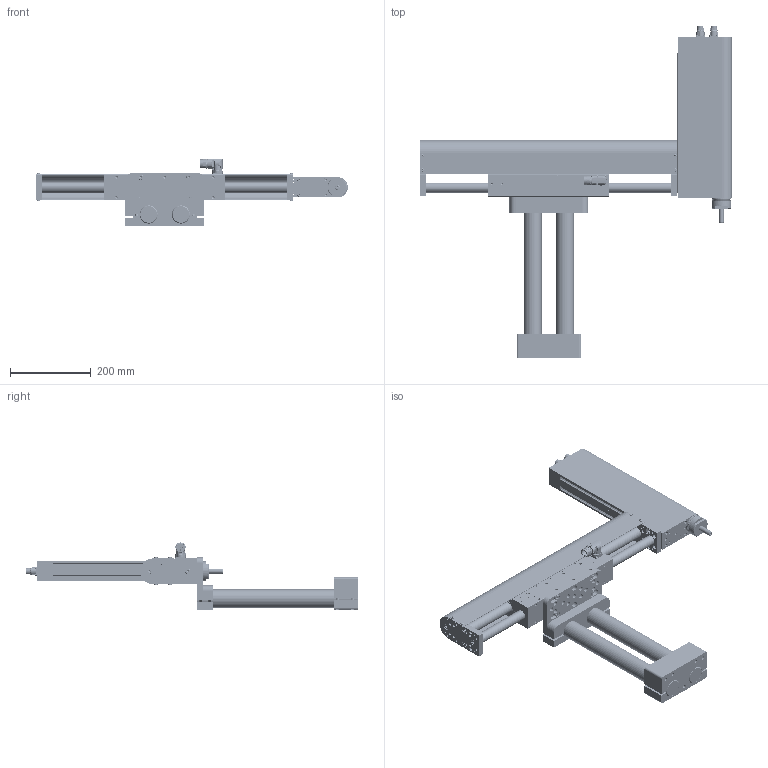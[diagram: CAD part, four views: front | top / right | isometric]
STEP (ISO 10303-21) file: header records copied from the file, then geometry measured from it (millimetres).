
FILE_DESCRIPTION (( 'STEP AP214' ), '1' );
FILE_NAME ('0386-0069_250930_PP05_305-48x240F_100-52x60_MS00_TS00.STEP', '2025-09-30T15:09:49', ( '' ), ( '' ), 'SwSTEP 2.0', 'SolidWorks 2025', '' );
FILE_SCHEMA (( 'AUTOMOTIVE_DESIGN' ));
Length unit declared in the file: millimetre
Products named in the file (28): 0186-0812_PR02-52x60-R_37x120F-HP-R-100_MSxx_TS00; 0180-1842_DM01k-48-H; 0150-2558_Hammermutter_N8_M6; 0230-0387_zyl.-schr._i-6kt_M6x16_8.8_v-b; 0230-1100_Zyl.-Stift_4x10_STAHL-GH; DM01h-48x240G-HP-C_CS01; 0180-1478_Z01-SA-45x2; 0180-1298_DM01k-48; 0386-0069_250930_PP05_305-48x240F_100-52x60_MS00_TS00; 0180-1524_Z01-SL-45x...; 0180-1300_D01k-48x...-AD_D01k-48x637-AD; 0230-0653_Zyl.-Schr._I-6kt_n-K_M10x25_8.8_v-b; DL01k-25-15.6x...-M18x1.5_DL01k-25-15,6x612-M18x1.5; Einzelteil_PR02-52x60-SSC-R_37x120F-HP-R-100_MSxx_TS00; 0230-0662_Zyl.-Schr._I-6kt_M8x30_8.8_v-b; 0150-4056_Z01-SB-45x2; 0186-1539_PL01-28x620!570-HP-SF_PL01-28x620!570-HP-SF; 0186-1102_DM01-PS01-48x240F-HP-C-305_CS01_Mitte; RS02k-DA12_RS01k-DA244.5; 0230-0785_Zyl.-Stift_6x14_INOX; 0230-0365_Lins.-Schr_I-6rd_M4x8_8.8_v-b; 0230-0488_Zyl.-Schr._I-6kt_M8x25_8.8_v-b; 0150-4057_Z01-SA-45x2; 0160-5483_PP05_SchrP_DM01-48_PR02-52; 0230-0038_Zyl.-Schr._I-6kt_M8x35_8.8_v-b; DL01h-48x240F-HP-305_CS01_Läufer_beweglich_240F-305; 0150-6832_PP03_MT03_Innen
Assembly tree (57 placements, depth 4):
  0386-0069_250930_PP05_305-48x240F_100-52x60_MS00_TS00
    0150-6832_PP03_MT03_Innen
      0150-4056_Z01-SB-45x2
        0150-4056_Z01-SB-45x2
        0230-0038_Zyl.-Schr._I-6kt_M8x35_8.8_v-b  x4
      0180-1524_Z01-SL-45x...  x2
      0150-4057_Z01-SA-45x2
        0180-1478_Z01-SA-45x2
        0230-0662_Zyl.-Schr._I-6kt_M8x30_8.8_v-b  x4
      0230-0785_Zyl.-Stift_6x14_INOX  x2
      0230-0488_Zyl.-Schr._I-6kt_M8x25_8.8_v-b  x4
    0160-5483_PP05_SchrP_DM01-48_PR02-52
      0230-1100_Zyl.-Stift_4x10_STAHL-GH  x2
      0150-2558_Hammermutter_N8_M6  x4
      0230-0387_zyl.-schr._i-6kt_M6x16_8.8_v-b  x4
    0186-1102_DM01-PS01-48x240F-HP-C-305_CS01_Mitte
      DM01h-48x240G-HP-C_CS01
      DL01h-48x240F-HP-305_CS01_Läufer_beweglich_240F-305
        0186-1539_PL01-28x620!570-HP-SF_PL01-28x620!570-HP-SF
        0230-0365_Lins.-Schr_I-6rd_M4x8_8.8_v-b  x8
        0180-1300_D01k-48x...-AD_D01k-48x637-AD
        0230-0488_Zyl.-Schr._I-6kt_M8x25_8.8_v-b  x4
        0230-0653_Zyl.-Schr._I-6kt_n-K_M10x25_8.8_v-b
        0180-1298_DM01k-48
        DL01k-25-15.6x...-M18x1.5_DL01k-25-15,6x612-M18x1.5  x2
        0180-1842_DM01k-48-H
    0186-0812_PR02-52x60-R_37x120F-HP-R-100_MSxx_TS00
      Einzelteil_PR02-52x60-SSC-R_37x120F-HP-R-100_MSxx_TS00
      RS02k-DA12_RS01k-DA244.5
Bounding box: 773 x 823 x 166.62 mm (x, y, z)
Volume: 7986313.1 mm3; surface area: 1459856.7 mm2
Topology: 110 solids, 182 shells, 8487 faces, 20288 edges, 12266 vertices
Faces by surface type: cylinder 2629, plane 2571, cone 2294, bspline 903, torus 85, sphere 5
Full cylindrical faces by diameter (mm): 1 x10, 1.15 x10, 1.2 x11, 1.3 x2, 1.5 x5, 1.8 x5, 2 x16, 2.05 x12, 2.5 x1, 2.501 x48, 2.6 x4, 2.7 x13, 2.8 x6, 2.9 x4, 3 x49, 3.1 x6, 3.2 x5, 3.3 x17, 3.6 x8, 4 x168, 4.2 x4, 4.5 x8, 4.7 x2, 4.8 x8, 5 x121, 5.5 x5, 5.6 x1, 6 x180, 6.4 x4, 6.6 x29
Entity records: 279080 total; most frequent: CARTESIAN_POINT 106176, ORIENTED_EDGE 26876, DIRECTION 26556, EDGE_CURVE 13438, AXIS2_PLACEMENT_3D 10469, VERTEX_POINT 9190, EDGE_LOOP 8792, FACE_OUTER_BOUND 7258
